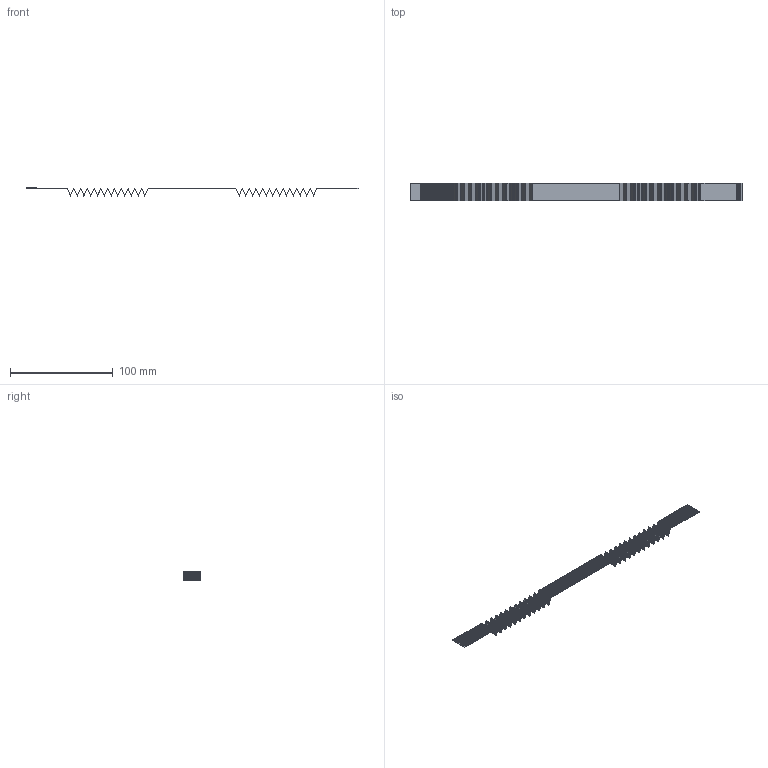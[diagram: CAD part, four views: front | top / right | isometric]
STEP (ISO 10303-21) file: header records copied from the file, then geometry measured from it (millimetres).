
FILE_DESCRIPTION(/* description */ ('Unknown'),/* implementation_level */ '2;1');
FILE_NAME(/* name */ '686716225001',/* time_stamp */ '2021-02-17T10:03:06+01:00',/* author */ ('Unknown'),/* organization */ ('Unknown'),/* preprocessor_version */ 'ST-DEVELOPER v16.7',/* originating_system */ 'DEX',/* authorisation */ $);
FILE_SCHEMA (('AUTOMOTIVE_DESIGN {1 0 10303 214 3 1 1}'));
Products named in the file (2): 6867xx225001; 686716225001
Assembly tree (1 placements, depth 2):
  6867xx225001
    686716225001
Bounding box: 323.56 x 17 x 7.84 mm (x, y, z)
Volume: 1043.5 mm3; surface area: 31549.4 mm2
Topology: 1 solids, 385 shells, 3418 faces, 7872 edges, 5224 vertices
Faces by surface type: plane 3418
Entity records: 117784 total; most frequent: CARTESIAN_POINT 16516, ORIENTED_EDGE 15744, DIRECTION 14712, EDGE_CURVE 7872, LINE 7872, VECTOR 7872, VERTEX_POINT 5224, AXIS2_PLACEMENT_3D 3420
